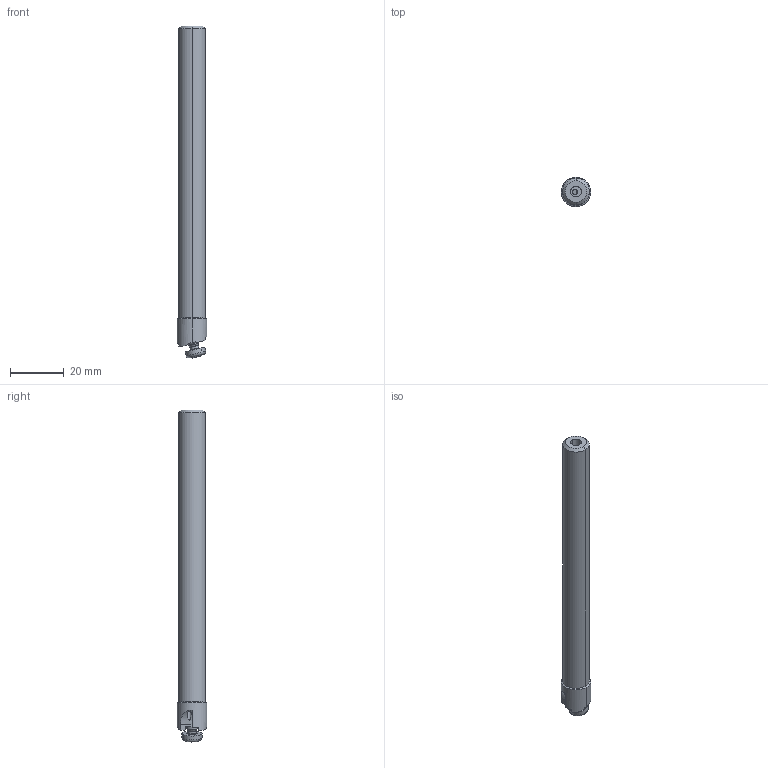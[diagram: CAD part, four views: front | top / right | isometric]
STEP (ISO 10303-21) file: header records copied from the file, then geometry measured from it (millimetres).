
FILE_DESCRIPTION(('no description'),'unknown implementation level');
FILE_NAME('8CE34645-CA6C-40AF-BD86-9C35F4570484_export.stp',' ',('CIMSOURCE GmbH'),('CADClick - KiM GmbH - www.kimweb.de'),'unknown preprocess','ACIS','unknown authorization');
FILE_SCHEMA(('automotive_design'));
Length unit declared in the file: millimetre
Products named in the file (2): 615.370 Kaiser VSTH D10 X 120 HM _ D12-14|690.137 Kaiser ETL M4_SW2,5 X 8_Standard;NONE; 615.370 Kaiser VSTH D10 X 120 HM _ D12-14|615.370 Kaiser VSTH D10 X 120 HM _ D12-14_Standard;NONE
Bounding box: 11 x 11 x 123.94 mm (x, y, z)
Volume: 8107.2 mm3; surface area: 5644.4 mm2
Topology: 2 solids, 2 shells, 73 faces, 168 edges, 101 vertices
Faces by surface type: cylinder 26, plane 25, cone 16, torus 6
Entity records: 4099 total; most frequent: CARTESIAN_POINT 515, DIRECTION 355, STYLED_ITEM 340, PRESENTATION_STYLE_ASSIGNMENT 340, COLOUR_RGB 340, ORIENTED_EDGE 328, EDGE_CURVE 164, CURVE_STYLE 164
